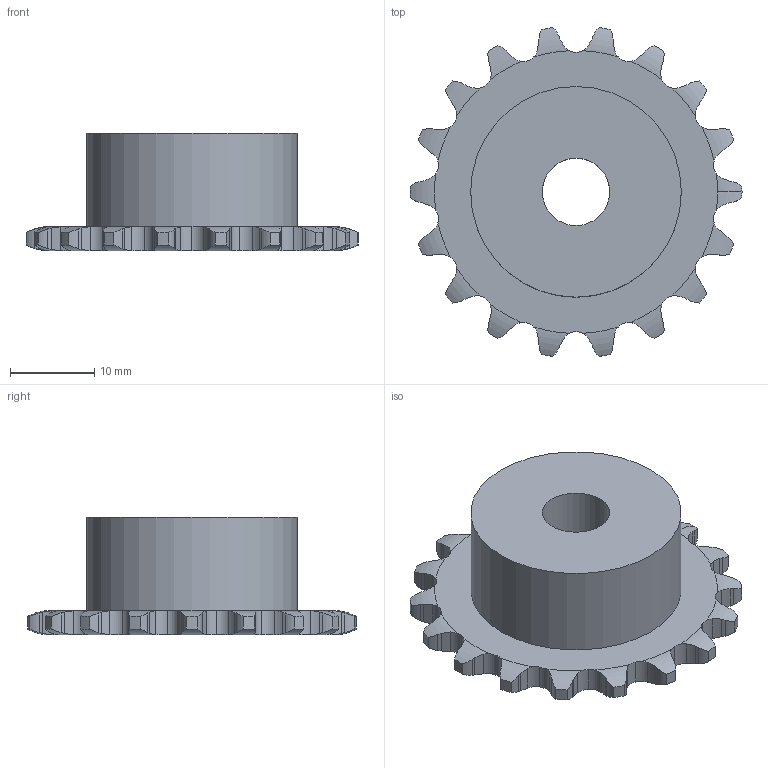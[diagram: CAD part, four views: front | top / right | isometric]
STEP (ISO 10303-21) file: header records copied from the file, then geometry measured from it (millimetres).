
FILE_DESCRIPTION(('FreeCAD Model'),'2;1');
FILE_NAME('Open CASCADE Shape Model','2021-04-01T21:13:11',('FreeCAD'),( 'FreeCAD'),'Open CASCADE STEP processor 7.4','FreeCAD','Unknown');
FILE_SCHEMA(('AUTOMOTIVE_DESIGN { 1 0 10303 214 1 1 1 1 }'));
Length unit declared in the file: millimetre
Products named in the file (1): Open CASCADE STEP translator 7.4 11
Bounding box: 39.4 x 39.01 x 14 mm (x, y, z)
Volume: 7658.6 mm3; surface area: 3598.9 mm2
Topology: 1 solids, 1 shells, 207 faces, 608 edges, 405 vertices
Faces by surface type: cylinder 129, plane 40, torus 38
Full cylindrical faces by diameter (mm): 8 x1, 25 x1
Entity records: 18404 total; most frequent: CARTESIAN_POINT 8095, DIRECTION 1420, ORIENTED_EDGE 1216, PCURVE 1216, DEFINITIONAL_REPRESENTATION 1216, B_SPLINE_CURVE_WITH_KNOTS 864, LINE 689, VECTOR 689
